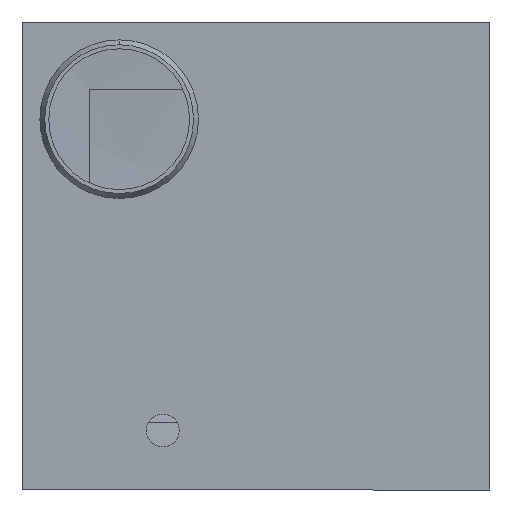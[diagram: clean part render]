
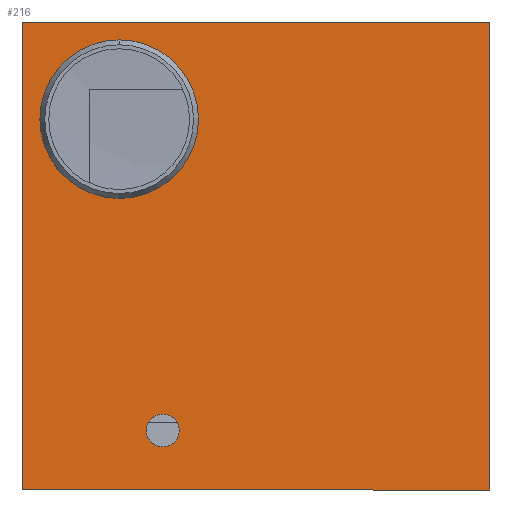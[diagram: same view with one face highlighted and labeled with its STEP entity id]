
A CAD part, left-side view. The second image highlights one B-rep face of the part: STEP entity #216.
In plain terms, the highlighted planar face has unit normal (-1, 0, 0).
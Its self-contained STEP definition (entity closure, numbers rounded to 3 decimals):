
#32 = EDGE_CURVE ( 'NONE', #46, #56, #886, .T. ) ;
#46 = VERTEX_POINT ( 'NONE', #806 ) ;
#56 = VERTEX_POINT ( 'NONE', #903 ) ;
#157 = ORIENTED_EDGE ( 'NONE', *, *, #186, .F. ) ;
#158 = EDGE_CURVE ( 'NONE', #190, #230, #1102, .T. ) ;
#174 = ORIENTED_EDGE ( 'NONE', *, *, #215, .F. ) ;
#175 = EDGE_LOOP ( 'NONE', ( #157, #185 ) ) ;
#177 = ORIENTED_EDGE ( 'NONE', *, *, #206, .F. ) ;
#182 = EDGE_CURVE ( 'NONE', #184, #190, #1095, .T. ) ;
#183 = ORIENTED_EDGE ( 'NONE', *, *, #182, .F. ) ;
#184 = VERTEX_POINT ( 'NONE', #1091 ) ;
#185 = ORIENTED_EDGE ( 'NONE', *, *, #232, .F. ) ;
#186 = EDGE_CURVE ( 'NONE', #242, #235, #821, .T. ) ;
#190 = VERTEX_POINT ( 'NONE', #1193 ) ;
#191 = EDGE_LOOP ( 'NONE', ( #229, #183, #227, #174 ) ) ;
#198 = EDGE_LOOP ( 'NONE', ( #177, #207 ) ) ;
#206 = EDGE_CURVE ( 'NONE', #56, #46, #1172, .T. ) ;
#207 = ORIENTED_EDGE ( 'NONE', *, *, #32, .F. ) ;
#215 = EDGE_CURVE ( 'NONE', #230, #228, #1165, .T. ) ;
#216 = ADVANCED_FACE ( 'NONE', ( #1161, #1203, #1202 ), #1201, .F. ) ;
#226 = EDGE_CURVE ( 'NONE', #228, #184, #1209, .T. ) ;
#227 = ORIENTED_EDGE ( 'NONE', *, *, #226, .F. ) ;
#228 = VERTEX_POINT ( 'NONE', #1205 ) ;
#229 = ORIENTED_EDGE ( 'NONE', *, *, #158, .F. ) ;
#230 = VERTEX_POINT ( 'NONE', #1204 ) ;
#232 = EDGE_CURVE ( 'NONE', #235, #242, #1126, .T. ) ;
#235 = VERTEX_POINT ( 'NONE', #1145 ) ;
#242 = VERTEX_POINT ( 'NONE', #1225 ) ;
#806 = CARTESIAN_POINT ( 'NONE',  ( -37.25, 47., -59.03 ) ) ;
#820 = AXIS2_PLACEMENT_3D ( 'NONE', #937, #1090, #1190 ) ;
#821 = CIRCLE ( 'NONE', #820, 40. ) ;
#832 = DIRECTION ( 'NONE',  ( -1., 0., 0. ) ) ;
#833 = CARTESIAN_POINT ( 'NONE',  ( -37.25, 47., -50.75 ) ) ;
#835 = DIRECTION ( 'NONE',  ( 0., 0., 1. ) ) ;
#838 = AXIS2_PLACEMENT_3D ( 'NONE', #833, #832, #835 ) ;
#886 = CIRCLE ( 'NONE', #838, 8.28 ) ;
#903 = CARTESIAN_POINT ( 'NONE',  ( -37.25, 47., -42.47 ) ) ;
#937 = CARTESIAN_POINT ( 'NONE',  ( -37.25, 69., 106.25 ) ) ;
#1090 = DIRECTION ( 'NONE',  ( -1., 0., 0. ) ) ;
#1091 = CARTESIAN_POINT ( 'NONE',  ( -37.25, 118., -80.75 ) ) ;
#1092 = DIRECTION ( 'NONE',  ( 0., 0., 1. ) ) ;
#1093 = VECTOR ( 'NONE', #1092, 1000. ) ;
#1094 = CARTESIAN_POINT ( 'NONE',  ( -37.25, 118., 155.25 ) ) ;
#1095 = LINE ( 'NONE', #1094, #1093 ) ;
#1099 = DIRECTION ( 'NONE',  ( 0., -1., 0. ) ) ;
#1100 = VECTOR ( 'NONE', #1099, 1000. ) ;
#1101 = CARTESIAN_POINT ( 'NONE',  ( -37.25, 118., 155.25 ) ) ;
#1102 = LINE ( 'NONE', #1101, #1100 ) ;
#1122 = DIRECTION ( 'NONE',  ( 0., 0., -1. ) ) ;
#1123 = DIRECTION ( 'NONE',  ( -1., 0., 0. ) ) ;
#1124 = CARTESIAN_POINT ( 'NONE',  ( -37.25, 69., 106.25 ) ) ;
#1125 = AXIS2_PLACEMENT_3D ( 'NONE', #1124, #1123, #1122 ) ;
#1126 = CIRCLE ( 'NONE', #1125, 40. ) ;
#1130 = CARTESIAN_POINT ( 'NONE',  ( -37.25, 47., -50.75 ) ) ;
#1145 = CARTESIAN_POINT ( 'NONE',  ( -37.25, 69., 146.25 ) ) ;
#1161 = FACE_BOUND ( 'NONE', #198, .T. ) ;
#1162 = DIRECTION ( 'NONE',  ( 0., 0., -1. ) ) ;
#1163 = VECTOR ( 'NONE', #1162, 1000. ) ;
#1164 = CARTESIAN_POINT ( 'NONE',  ( -37.25, -118., 155.25 ) ) ;
#1165 = LINE ( 'NONE', #1164, #1163 ) ;
#1170 = DIRECTION ( 'NONE',  ( -1., 0., 0. ) ) ;
#1171 = AXIS2_PLACEMENT_3D ( 'NONE', #1130, #1170, #1175 ) ;
#1172 = CIRCLE ( 'NONE', #1171, 8.28 ) ;
#1175 = DIRECTION ( 'NONE',  ( 0., 0., 1. ) ) ;
#1190 = DIRECTION ( 'NONE',  ( 0., 0., -1. ) ) ;
#1193 = CARTESIAN_POINT ( 'NONE',  ( -37.25, 118., 155.25 ) ) ;
#1196 = DIRECTION ( 'NONE',  ( 0., 0., -1. ) ) ;
#1197 = DIRECTION ( 'NONE',  ( 1., 0., 0. ) ) ;
#1198 = AXIS2_PLACEMENT_3D ( 'NONE', #1200, #1197, #1196 ) ;
#1200 = CARTESIAN_POINT ( 'NONE',  ( -37.25, -118., 155.25 ) ) ;
#1201 = PLANE ( 'NONE',  #1198 ) ;
#1202 = FACE_BOUND ( 'NONE', #175, .T. ) ;
#1203 = FACE_OUTER_BOUND ( 'NONE', #191, .T. ) ;
#1204 = CARTESIAN_POINT ( 'NONE',  ( -37.25, -118., 155.25 ) ) ;
#1205 = CARTESIAN_POINT ( 'NONE',  ( -37.25, -118., -80.75 ) ) ;
#1206 = DIRECTION ( 'NONE',  ( 0., 1., 0. ) ) ;
#1207 = VECTOR ( 'NONE', #1206, 1000. ) ;
#1208 = CARTESIAN_POINT ( 'NONE',  ( -37.25, 118., -80.75 ) ) ;
#1209 = LINE ( 'NONE', #1208, #1207 ) ;
#1225 = CARTESIAN_POINT ( 'NONE',  ( -37.25, 69., 66.25 ) ) ;
